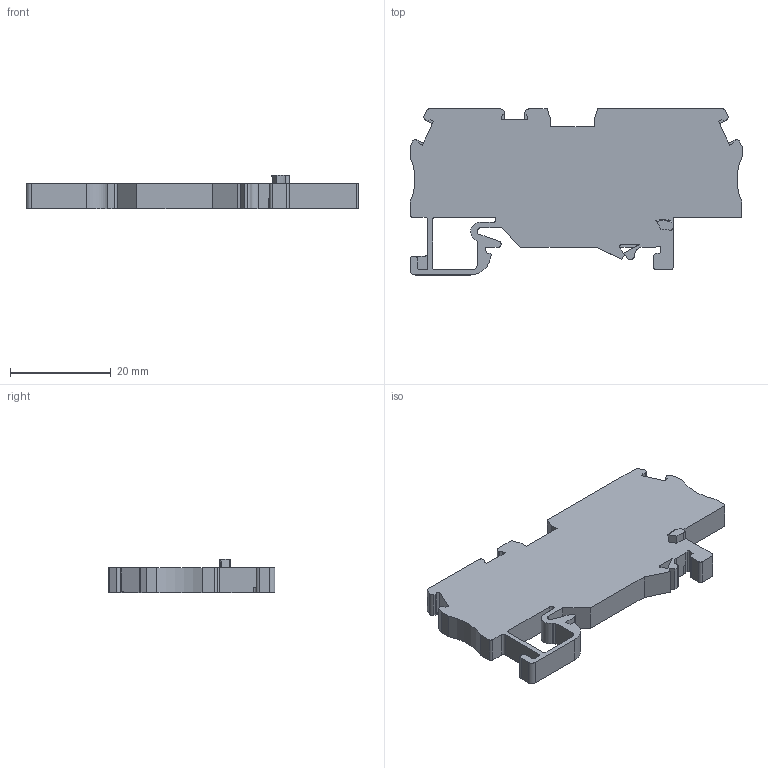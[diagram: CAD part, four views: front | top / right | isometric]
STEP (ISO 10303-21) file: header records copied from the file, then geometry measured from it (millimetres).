
FILE_DESCRIPTION(/* description */ ('Unknown'),/* implementation_level */ '2;1');
FILE_NAME(/* name */ 'DST2.5 1X2 HOUSING',/* time_stamp */ '2016-10-13T14:05:08+06:00',/* author */ ('Unknown'),/* organization */ ('Unknown'),/* preprocessor_version */ 'ST-DEVELOPER v16',/* originating_system */ 'DEX',/* authorisation */ $);
FILE_SCHEMA (('AUTOMOTIVE_DESIGN {1 0 10303 214 3 1 1}'));
Length unit declared in the file: millimetre
Products named in the file (1): DST2.5 1X2 HOUSING
Bounding box: 66 x 33 x 6.75 mm (x, y, z)
Volume: 7520.7 mm3; surface area: 5395.3 mm2
Topology: 1 solids, 1 shells, 196 faces, 564 edges, 374 vertices
Faces by surface type: plane 127, cylinder 56, cone 7, torus 6
Full cylindrical faces by diameter (mm): 4 x3
Entity records: 6919 total; most frequent: CARTESIAN_POINT 1702, ORIENTED_EDGE 1110, DIRECTION 1053, EDGE_CURVE 555, LINE 401, VECTOR 401, VERTEX_POINT 371, AXIS2_PLACEMENT_3D 326
